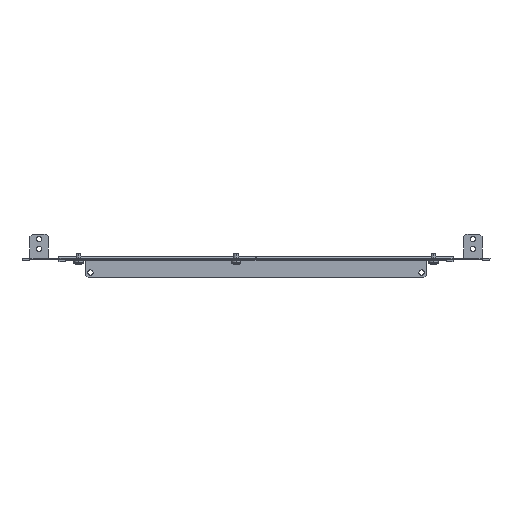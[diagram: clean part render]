
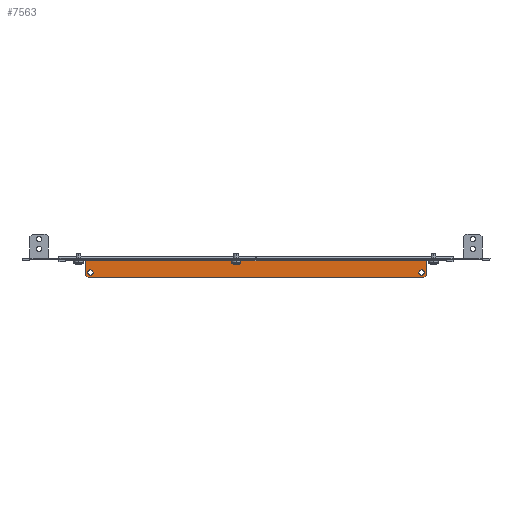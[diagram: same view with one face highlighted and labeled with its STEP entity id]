
A CAD part, left-side view. The second image highlights one B-rep face of the part: STEP entity #7563.
In plain terms, the highlighted planar face has unit normal (-1, 0, 0).
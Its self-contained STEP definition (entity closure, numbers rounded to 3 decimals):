
#412 = VERTEX_POINT ( 'NONE', #67990 ) ;
#1852 = VERTEX_POINT ( 'NONE', #26864 ) ;
#2205 = AXIS2_PLACEMENT_3D ( 'NONE', #28184, #71624, #86102 ) ;
#2338 = CARTESIAN_POINT ( 'NONE',  ( 514.25, 216., -4. ) ) ;
#4327 = CARTESIAN_POINT ( 'NONE',  ( 514.25, 210., -18.25 ) ) ;
#4943 = ORIENTED_EDGE ( 'NONE', *, *, #82910, .F. ) ;
#5170 = CARTESIAN_POINT ( 'NONE',  ( 514.25, -213., -25. ) ) ;
#5814 = VECTOR ( 'NONE', #50772, 1000. ) ;
#7563 = ADVANCED_FACE ( 'NONE', ( #22088, #43138, #72541 ), #63683, .T. ) ;
#7956 = CIRCLE ( 'NONE', #70633, 3.45 ) ;
#11330 = CARTESIAN_POINT ( 'NONE',  ( 514.25, -216., -4. ) ) ;
#11366 = ORIENTED_EDGE ( 'NONE', *, *, #40883, .F. ) ;
#11490 = DIRECTION ( 'NONE',  ( 0., 0., -1. ) ) ;
#11517 = LINE ( 'NONE', #54081, #56465 ) ;
#11752 = DIRECTION ( 'NONE',  ( 0., 0., -1. ) ) ;
#12291 = VERTEX_POINT ( 'NONE', #72908 ) ;
#12540 = DIRECTION ( 'NONE',  ( 0., 0., 1. ) ) ;
#13326 = DIRECTION ( 'NONE',  ( 1., 0., 0. ) ) ;
#13829 = LINE ( 'NONE', #85339, #5814 ) ;
#13980 = VECTOR ( 'NONE', #12540, 1000. ) ;
#14030 = VECTOR ( 'NONE', #69256, 1000. ) ;
#14455 = EDGE_CURVE ( 'NONE', #90890, #89165, #53737, .T. ) ;
#14989 = EDGE_CURVE ( 'NONE', #90890, #1852, #43262, .T. ) ;
#18029 = VECTOR ( 'NONE', #23851, 1000. ) ;
#19730 = CARTESIAN_POINT ( 'NONE',  ( 514.25, 0., -3. ) ) ;
#20332 = VECTOR ( 'NONE', #32234, 1000. ) ;
#20869 = DIRECTION ( 'NONE',  ( 1., 0., 0. ) ) ;
#22088 = FACE_BOUND ( 'NONE', #71788, .T. ) ;
#23821 = AXIS2_PLACEMENT_3D ( 'NONE', #4327, #89778, #11752 ) ;
#23851 = DIRECTION ( 'NONE',  ( 0., 0., 1. ) ) ;
#24812 = VERTEX_POINT ( 'NONE', #78142 ) ;
#26864 = CARTESIAN_POINT ( 'NONE',  ( 514.25, -216., -22. ) ) ;
#27855 = CARTESIAN_POINT ( 'NONE',  ( 514.25, -210., -18.25 ) ) ;
#28184 = CARTESIAN_POINT ( 'NONE',  ( 514.25, 0., -1.5 ) ) ;
#29210 = CARTESIAN_POINT ( 'NONE',  ( 514.25, -210., -14.8 ) ) ;
#30098 = CARTESIAN_POINT ( 'NONE',  ( 514.25, 216., -1.5 ) ) ;
#30947 = EDGE_CURVE ( 'NONE', #24812, #412, #53779, .T. ) ;
#32234 = DIRECTION ( 'NONE',  ( 0., 1., 0. ) ) ;
#32815 = CIRCLE ( 'NONE', #44788, 3.45 ) ;
#32981 = CARTESIAN_POINT ( 'NONE',  ( 514.25, 210., -18.25 ) ) ;
#33025 = VERTEX_POINT ( 'NONE', #43014 ) ;
#38817 = EDGE_LOOP ( 'NONE', ( #62576, #84184, #70933, #85517, #4943, #45077, #11366, #89135 ) ) ;
#40302 = LINE ( 'NONE', #19730, #14030 ) ;
#40336 = EDGE_LOOP ( 'NONE', ( #58287, #71937 ) ) ;
#40883 = EDGE_CURVE ( 'NONE', #12291, #74271, #51930, .T. ) ;
#43014 = CARTESIAN_POINT ( 'NONE',  ( 514.25, -210., -21.7 ) ) ;
#43138 = FACE_BOUND ( 'NONE', #40336, .T. ) ;
#43262 = LINE ( 'NONE', #84844, #90024 ) ;
#43360 = CARTESIAN_POINT ( 'NONE',  ( 514.25, 213., -25. ) ) ;
#43987 = CARTESIAN_POINT ( 'NONE',  ( 514.25, 216., -3. ) ) ;
#44058 = CARTESIAN_POINT ( 'NONE',  ( 514.25, -210., -18.25 ) ) ;
#44142 = LINE ( 'NONE', #30098, #44604 ) ;
#44604 = VECTOR ( 'NONE', #58603, 1000. ) ;
#44788 = AXIS2_PLACEMENT_3D ( 'NONE', #44058, #66437, #72997 ) ;
#45077 = ORIENTED_EDGE ( 'NONE', *, *, #85186, .F. ) ;
#46291 = LINE ( 'NONE', #74765, #20332 ) ;
#46304 = AXIS2_PLACEMENT_3D ( 'NONE', #32981, #13326, #11490 ) ;
#49390 = DIRECTION ( 'NONE',  ( 0., 0., -1. ) ) ;
#50772 = DIRECTION ( 'NONE',  ( 0., -0.707, 0.707 ) ) ;
#51930 = LINE ( 'NONE', #43987, #18029 ) ;
#52040 = ORIENTED_EDGE ( 'NONE', *, *, #87157, .T. ) ;
#53624 = DIRECTION ( 'NONE',  ( 0., -0.707, -0.707 ) ) ;
#53737 = LINE ( 'NONE', #91044, #13980 ) ;
#53779 = CIRCLE ( 'NONE', #46304, 3.45 ) ;
#54081 = CARTESIAN_POINT ( 'NONE',  ( 514.25, 118.25, -119.75 ) ) ;
#56465 = VECTOR ( 'NONE', #53624, 1000. ) ;
#58287 = ORIENTED_EDGE ( 'NONE', *, *, #76906, .T. ) ;
#58603 = DIRECTION ( 'NONE',  ( 0., 0., 1. ) ) ;
#61633 = VERTEX_POINT ( 'NONE', #29210 ) ;
#62400 = EDGE_CURVE ( 'NONE', #12291, #76000, #11517, .T. ) ;
#62576 = ORIENTED_EDGE ( 'NONE', *, *, #65088, .F. ) ;
#63683 = PLANE ( 'NONE',  #2205 ) ;
#65088 = EDGE_CURVE ( 'NONE', #91452, #76000, #46291, .T. ) ;
#65418 = ORIENTED_EDGE ( 'NONE', *, *, #30947, .T. ) ;
#66437 = DIRECTION ( 'NONE',  ( 1., 0., 0. ) ) ;
#67118 = CIRCLE ( 'NONE', #23821, 3.45 ) ;
#67990 = CARTESIAN_POINT ( 'NONE',  ( 514.25, 210., -14.8 ) ) ;
#68354 = EDGE_CURVE ( 'NONE', #91452, #1852, #13829, .T. ) ;
#69256 = DIRECTION ( 'NONE',  ( 0., -1., 0. ) ) ;
#69908 = DIRECTION ( 'NONE',  ( 0., 0., -1. ) ) ;
#70633 = AXIS2_PLACEMENT_3D ( 'NONE', #27855, #20869, #49390 ) ;
#70933 = ORIENTED_EDGE ( 'NONE', *, *, #14989, .F. ) ;
#71624 = DIRECTION ( 'NONE',  ( -1., 0., 0. ) ) ;
#71788 = EDGE_LOOP ( 'NONE', ( #65418, #52040 ) ) ;
#71937 = ORIENTED_EDGE ( 'NONE', *, *, #90335, .T. ) ;
#72541 = FACE_OUTER_BOUND ( 'NONE', #38817, .T. ) ;
#72908 = CARTESIAN_POINT ( 'NONE',  ( 514.25, 216., -22. ) ) ;
#72997 = DIRECTION ( 'NONE',  ( 0., 0., -1. ) ) ;
#74271 = VERTEX_POINT ( 'NONE', #2338 ) ;
#74765 = CARTESIAN_POINT ( 'NONE',  ( 514.25, 216., -25. ) ) ;
#76000 = VERTEX_POINT ( 'NONE', #43360 ) ;
#76906 = EDGE_CURVE ( 'NONE', #33025, #61633, #32815, .T. ) ;
#78004 = VERTEX_POINT ( 'NONE', #78872 ) ;
#78142 = CARTESIAN_POINT ( 'NONE',  ( 514.25, 210., -21.7 ) ) ;
#78872 = CARTESIAN_POINT ( 'NONE',  ( 514.25, 216., -3. ) ) ;
#79687 = CARTESIAN_POINT ( 'NONE',  ( 514.25, -216., -3. ) ) ;
#82910 = EDGE_CURVE ( 'NONE', #78004, #89165, #40302, .T. ) ;
#84184 = ORIENTED_EDGE ( 'NONE', *, *, #68354, .T. ) ;
#84844 = CARTESIAN_POINT ( 'NONE',  ( 514.25, -216., -25. ) ) ;
#85186 = EDGE_CURVE ( 'NONE', #74271, #78004, #44142, .T. ) ;
#85339 = CARTESIAN_POINT ( 'NONE',  ( 514.25, -118.25, -119.75 ) ) ;
#85517 = ORIENTED_EDGE ( 'NONE', *, *, #14455, .T. ) ;
#86102 = DIRECTION ( 'NONE',  ( 0., 0., -1. ) ) ;
#87157 = EDGE_CURVE ( 'NONE', #412, #24812, #67118, .T. ) ;
#89135 = ORIENTED_EDGE ( 'NONE', *, *, #62400, .T. ) ;
#89165 = VERTEX_POINT ( 'NONE', #79687 ) ;
#89778 = DIRECTION ( 'NONE',  ( 1., 0., 0. ) ) ;
#90024 = VECTOR ( 'NONE', #69908, 1000. ) ;
#90335 = EDGE_CURVE ( 'NONE', #61633, #33025, #7956, .T. ) ;
#90890 = VERTEX_POINT ( 'NONE', #11330 ) ;
#91044 = CARTESIAN_POINT ( 'NONE',  ( 514.25, -216., -4. ) ) ;
#91452 = VERTEX_POINT ( 'NONE', #5170 ) ;
